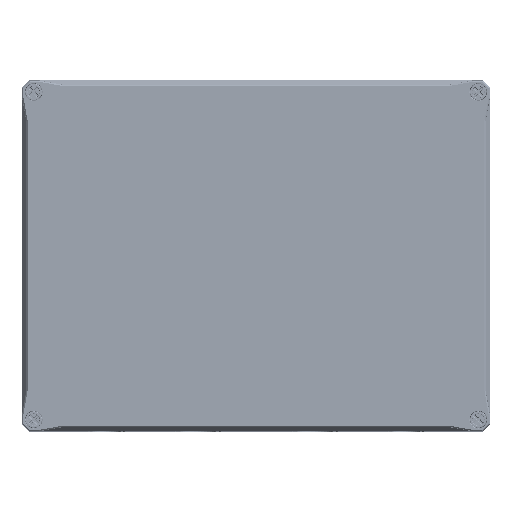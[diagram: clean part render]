
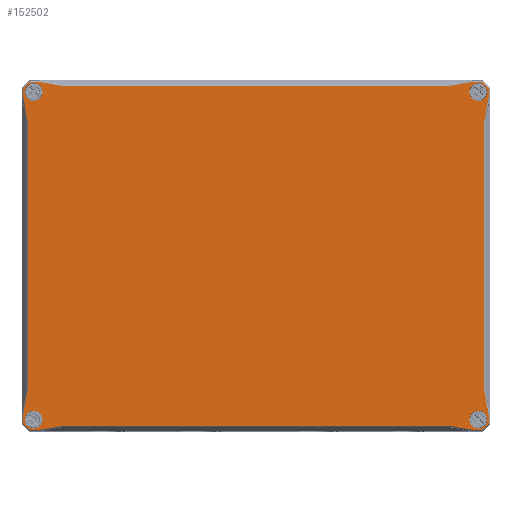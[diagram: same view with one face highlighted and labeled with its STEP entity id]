
A CAD part, top view. The second image highlights one B-rep face of the part: STEP entity #152502.
In plain terms, the highlighted face is planar.
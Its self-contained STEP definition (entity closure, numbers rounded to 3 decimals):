
#9075=FACE_BOUND('',#48515,.T.);
#9076=FACE_BOUND('',#48516,.T.);
#9077=FACE_BOUND('',#48517,.T.);
#9078=FACE_BOUND('',#48518,.T.);
#10101=PLANE('',#162343);
#14675=LINE('',#215339,#26335);
#14676=LINE('',#215341,#26336);
#14677=LINE('',#215343,#26337);
#14678=LINE('',#215345,#26338);
#14679=LINE('',#215347,#26339);
#14680=LINE('',#215349,#26340);
#14681=LINE('',#215351,#26341);
#14682=LINE('',#215353,#26342);
#14683=LINE('',#215355,#26343);
#14684=LINE('',#215357,#26344);
#14685=LINE('',#215359,#26345);
#14686=LINE('',#215361,#26346);
#14687=LINE('',#215363,#26347);
#14688=LINE('',#215365,#26348);
#14689=LINE('',#215367,#26349);
#14690=LINE('',#215369,#26350);
#14691=LINE('',#215371,#26351);
#14692=LINE('',#215373,#26352);
#14693=LINE('',#215375,#26353);
#14694=LINE('',#215377,#26354);
#14695=LINE('',#215379,#26355);
#14696=LINE('',#215381,#26356);
#14697=LINE('',#215383,#26357);
#14698=LINE('',#215384,#26358);
#26335=VECTOR('',#175977,10.);
#26336=VECTOR('',#175978,10.);
#26337=VECTOR('',#175979,10.);
#26338=VECTOR('',#175980,10.);
#26339=VECTOR('',#175981,10.);
#26340=VECTOR('',#175982,10.);
#26341=VECTOR('',#175983,10.);
#26342=VECTOR('',#175984,10.);
#26343=VECTOR('',#175985,10.);
#26344=VECTOR('',#175986,10.);
#26345=VECTOR('',#175987,10.);
#26346=VECTOR('',#175988,10.);
#26347=VECTOR('',#175989,10.);
#26348=VECTOR('',#175990,10.);
#26349=VECTOR('',#175991,10.);
#26350=VECTOR('',#175992,10.);
#26351=VECTOR('',#175993,10.);
#26352=VECTOR('',#175994,10.);
#26353=VECTOR('',#175995,10.);
#26354=VECTOR('',#175996,10.);
#26355=VECTOR('',#175997,10.);
#26356=VECTOR('',#175998,10.);
#26357=VECTOR('',#175999,10.);
#26358=VECTOR('',#176000,10.);
#38974=FACE_OUTER_BOUND('',#48514,.T.);
#48514=EDGE_LOOP('',(#104644,#104645,#104646,#104647,#104648,#104649,#104650,
#104651,#104652,#104653,#104654,#104655,#104656,#104657,#104658,#104659,
#104660,#104661,#104662,#104663,#104664,#104665,#104666,#104667));
#48515=EDGE_LOOP('',(#104668));
#48516=EDGE_LOOP('',(#104669));
#48517=EDGE_LOOP('',(#104670));
#48518=EDGE_LOOP('',(#104671));
#59119=CIRCLE('',#162339,7.598);
#59123=CIRCLE('',#162344,7.598);
#59124=CIRCLE('',#162345,7.598);
#59125=CIRCLE('',#162346,7.598);
#65245=VERTEX_POINT('',#215329);
#65248=VERTEX_POINT('',#215337);
#65249=VERTEX_POINT('',#215338);
#65250=VERTEX_POINT('',#215340);
#65251=VERTEX_POINT('',#215342);
#65252=VERTEX_POINT('',#215344);
#65253=VERTEX_POINT('',#215346);
#65254=VERTEX_POINT('',#215348);
#65255=VERTEX_POINT('',#215350);
#65256=VERTEX_POINT('',#215352);
#65257=VERTEX_POINT('',#215354);
#65258=VERTEX_POINT('',#215356);
#65259=VERTEX_POINT('',#215358);
#65260=VERTEX_POINT('',#215360);
#65261=VERTEX_POINT('',#215362);
#65262=VERTEX_POINT('',#215364);
#65263=VERTEX_POINT('',#215366);
#65264=VERTEX_POINT('',#215368);
#65265=VERTEX_POINT('',#215370);
#65266=VERTEX_POINT('',#215372);
#65267=VERTEX_POINT('',#215374);
#65268=VERTEX_POINT('',#215376);
#65269=VERTEX_POINT('',#215378);
#65270=VERTEX_POINT('',#215380);
#65271=VERTEX_POINT('',#215382);
#65272=VERTEX_POINT('',#215385);
#65273=VERTEX_POINT('',#215387);
#65274=VERTEX_POINT('',#215389);
#80583=EDGE_CURVE('',#65245,#65245,#59119,.T.);
#80587=EDGE_CURVE('',#65248,#65249,#14675,.T.);
#80588=EDGE_CURVE('',#65250,#65248,#14676,.T.);
#80589=EDGE_CURVE('',#65251,#65250,#14677,.T.);
#80590=EDGE_CURVE('',#65252,#65251,#14678,.T.);
#80591=EDGE_CURVE('',#65253,#65252,#14679,.T.);
#80592=EDGE_CURVE('',#65254,#65253,#14680,.T.);
#80593=EDGE_CURVE('',#65255,#65254,#14681,.T.);
#80594=EDGE_CURVE('',#65256,#65255,#14682,.T.);
#80595=EDGE_CURVE('',#65257,#65256,#14683,.T.);
#80596=EDGE_CURVE('',#65258,#65257,#14684,.T.);
#80597=EDGE_CURVE('',#65259,#65258,#14685,.T.);
#80598=EDGE_CURVE('',#65260,#65259,#14686,.T.);
#80599=EDGE_CURVE('',#65261,#65260,#14687,.T.);
#80600=EDGE_CURVE('',#65262,#65261,#14688,.T.);
#80601=EDGE_CURVE('',#65263,#65262,#14689,.T.);
#80602=EDGE_CURVE('',#65264,#65263,#14690,.T.);
#80603=EDGE_CURVE('',#65265,#65264,#14691,.T.);
#80604=EDGE_CURVE('',#65266,#65265,#14692,.T.);
#80605=EDGE_CURVE('',#65267,#65266,#14693,.T.);
#80606=EDGE_CURVE('',#65268,#65267,#14694,.T.);
#80607=EDGE_CURVE('',#65269,#65268,#14695,.T.);
#80608=EDGE_CURVE('',#65270,#65269,#14696,.T.);
#80609=EDGE_CURVE('',#65271,#65270,#14697,.T.);
#80610=EDGE_CURVE('',#65249,#65271,#14698,.T.);
#80611=EDGE_CURVE('',#65272,#65272,#59123,.T.);
#80612=EDGE_CURVE('',#65273,#65273,#59124,.T.);
#80613=EDGE_CURVE('',#65274,#65274,#59125,.T.);
#104644=ORIENTED_EDGE('',*,*,#80587,.F.);
#104645=ORIENTED_EDGE('',*,*,#80588,.F.);
#104646=ORIENTED_EDGE('',*,*,#80589,.F.);
#104647=ORIENTED_EDGE('',*,*,#80590,.F.);
#104648=ORIENTED_EDGE('',*,*,#80591,.F.);
#104649=ORIENTED_EDGE('',*,*,#80592,.F.);
#104650=ORIENTED_EDGE('',*,*,#80593,.F.);
#104651=ORIENTED_EDGE('',*,*,#80594,.F.);
#104652=ORIENTED_EDGE('',*,*,#80595,.F.);
#104653=ORIENTED_EDGE('',*,*,#80596,.F.);
#104654=ORIENTED_EDGE('',*,*,#80597,.F.);
#104655=ORIENTED_EDGE('',*,*,#80598,.F.);
#104656=ORIENTED_EDGE('',*,*,#80599,.F.);
#104657=ORIENTED_EDGE('',*,*,#80600,.F.);
#104658=ORIENTED_EDGE('',*,*,#80601,.F.);
#104659=ORIENTED_EDGE('',*,*,#80602,.F.);
#104660=ORIENTED_EDGE('',*,*,#80603,.F.);
#104661=ORIENTED_EDGE('',*,*,#80604,.F.);
#104662=ORIENTED_EDGE('',*,*,#80605,.F.);
#104663=ORIENTED_EDGE('',*,*,#80606,.F.);
#104664=ORIENTED_EDGE('',*,*,#80607,.F.);
#104665=ORIENTED_EDGE('',*,*,#80608,.F.);
#104666=ORIENTED_EDGE('',*,*,#80609,.F.);
#104667=ORIENTED_EDGE('',*,*,#80610,.F.);
#104668=ORIENTED_EDGE('',*,*,#80611,.F.);
#104669=ORIENTED_EDGE('',*,*,#80612,.F.);
#104670=ORIENTED_EDGE('',*,*,#80613,.F.);
#104671=ORIENTED_EDGE('',*,*,#80583,.F.);
#152502=ADVANCED_FACE('',(#38974,#9075,#9076,#9077,#9078),#10101,.F.);
#162339=AXIS2_PLACEMENT_3D('',#215330,#175967,#175968);
#162343=AXIS2_PLACEMENT_3D('',#215336,#175975,#175976);
#162344=AXIS2_PLACEMENT_3D('',#215386,#176001,#176002);
#162345=AXIS2_PLACEMENT_3D('',#215388,#176003,#176004);
#162346=AXIS2_PLACEMENT_3D('',#215390,#176005,#176006);
#175967=DIRECTION('center_axis',(0.,-1.,0.));
#175968=DIRECTION('ref_axis',(-1.,0.,0.));
#175975=DIRECTION('center_axis',(0.,1.,0.));
#175976=DIRECTION('ref_axis',(0.,0.,1.));
#175977=DIRECTION('',(0.,0.,-1.));
#175978=DIRECTION('',(0.174,0.,-0.985));
#175979=DIRECTION('',(0.,0.,-1.));
#175980=DIRECTION('',(-0.174,0.,-0.985));
#175981=DIRECTION('',(0.,0.,-1.));
#175982=DIRECTION('',(0.707,0.,-0.707));
#175983=DIRECTION('',(1.,0.,0.));
#175984=DIRECTION('',(0.985,0.,0.174));
#175985=DIRECTION('',(1.,0.,0.));
#175986=DIRECTION('',(0.985,0.,-0.174));
#175987=DIRECTION('',(1.,0.,0.));
#175988=DIRECTION('',(0.707,0.,0.707));
#175989=DIRECTION('',(0.,0.,1.));
#175990=DIRECTION('',(-0.174,0.,0.985));
#175991=DIRECTION('',(0.,0.,1.));
#175992=DIRECTION('',(0.174,0.,0.985));
#175993=DIRECTION('',(0.,0.,1.));
#175994=DIRECTION('',(-0.707,0.,0.707));
#175995=DIRECTION('',(-1.,0.,0.));
#175996=DIRECTION('',(-0.985,0.,-0.174));
#175997=DIRECTION('',(-1.,0.,0.));
#175998=DIRECTION('',(-0.985,0.,0.174));
#175999=DIRECTION('',(-1.,0.,0.));
#176000=DIRECTION('',(-0.707,0.,-0.707));
#176001=DIRECTION('center_axis',(0.,-1.,0.));
#176002=DIRECTION('ref_axis',(-1.,0.,0.));
#176003=DIRECTION('center_axis',(0.,-1.,0.));
#176004=DIRECTION('ref_axis',(-1.,0.,0.));
#176005=DIRECTION('center_axis',(0.,-1.,0.));
#176006=DIRECTION('ref_axis',(-1.,0.,0.));
#215329=CARTESIAN_POINT('',(-190.,-30.,-147.598));
#215330=CARTESIAN_POINT('Origin',(-190.,-30.,-140.));
#215336=CARTESIAN_POINT('Origin',(0.,-30.,0.));
#215337=CARTESIAN_POINT('',(198.738,-30.,-135.34));
#215338=CARTESIAN_POINT('',(198.738,-30.,-143.324));
#215339=CARTESIAN_POINT('',(198.738,-30.,75.));
#215340=CARTESIAN_POINT('',(195.273,-30.,-115.688));
#215341=CARTESIAN_POINT('',(182.445,-30.,-42.935));
#215342=CARTESIAN_POINT('',(195.273,-30.,115.688));
#215343=CARTESIAN_POINT('',(195.273,-30.,57.8));
#215344=CARTESIAN_POINT('',(198.738,-30.,135.34));
#215345=CARTESIAN_POINT('',(187.445,-30.,71.291));
#215346=CARTESIAN_POINT('',(198.738,-30.,143.324));
#215347=CARTESIAN_POINT('',(198.738,-30.,75.));
#215348=CARTESIAN_POINT('',(193.324,-30.,148.738));
#215349=CARTESIAN_POINT('',(183.531,-30.,158.531));
#215350=CARTESIAN_POINT('',(185.34,-30.,148.738));
#215351=CARTESIAN_POINT('',(-100.,-30.,148.738));
#215352=CARTESIAN_POINT('',(165.688,-30.,145.273));
#215353=CARTESIAN_POINT('',(72.964,-30.,128.923));
#215354=CARTESIAN_POINT('',(-165.688,-30.,145.273));
#215355=CARTESIAN_POINT('',(-82.8,-30.,145.273));
#215356=CARTESIAN_POINT('',(-185.34,-30.,148.738));
#215357=CARTESIAN_POINT('',(-101.32,-30.,133.923));
#215358=CARTESIAN_POINT('',(-193.324,-30.,148.738));
#215359=CARTESIAN_POINT('',(-100.,-30.,148.738));
#215360=CARTESIAN_POINT('',(-198.738,-30.,143.324));
#215361=CARTESIAN_POINT('',(-183.531,-30.,158.531));
#215362=CARTESIAN_POINT('',(-198.738,-30.,135.34));
#215363=CARTESIAN_POINT('',(-198.738,-30.,-75.));
#215364=CARTESIAN_POINT('',(-195.273,-30.,115.688));
#215365=CARTESIAN_POINT('',(-187.445,-30.,71.291));
#215366=CARTESIAN_POINT('',(-195.273,-30.,-115.688));
#215367=CARTESIAN_POINT('',(-195.273,-30.,57.8));
#215368=CARTESIAN_POINT('',(-198.738,-30.,-135.34));
#215369=CARTESIAN_POINT('',(-182.445,-30.,-42.935));
#215370=CARTESIAN_POINT('',(-198.738,-30.,-143.324));
#215371=CARTESIAN_POINT('',(-198.738,-30.,-75.));
#215372=CARTESIAN_POINT('',(-193.324,-30.,-148.738));
#215373=CARTESIAN_POINT('',(-183.531,-30.,-158.531));
#215374=CARTESIAN_POINT('',(-185.34,-30.,-148.738));
#215375=CARTESIAN_POINT('',(100.,-30.,-148.738));
#215376=CARTESIAN_POINT('',(-165.688,-30.,-145.273));
#215377=CARTESIAN_POINT('',(-101.32,-30.,-133.923));
#215378=CARTESIAN_POINT('',(165.688,-30.,-145.273));
#215379=CARTESIAN_POINT('',(-82.8,-30.,-145.273));
#215380=CARTESIAN_POINT('',(185.34,-30.,-148.738));
#215381=CARTESIAN_POINT('',(72.964,-30.,-128.923));
#215382=CARTESIAN_POINT('',(193.324,-30.,-148.738));
#215383=CARTESIAN_POINT('',(100.,-30.,-148.738));
#215384=CARTESIAN_POINT('',(183.531,-30.,-158.531));
#215385=CARTESIAN_POINT('',(-190.,-30.,132.402));
#215386=CARTESIAN_POINT('Origin',(-190.,-30.,140.));
#215387=CARTESIAN_POINT('',(190.,-30.,-147.598));
#215388=CARTESIAN_POINT('Origin',(190.,-30.,-140.));
#215389=CARTESIAN_POINT('',(190.,-30.,132.402));
#215390=CARTESIAN_POINT('Origin',(190.,-30.,140.));
